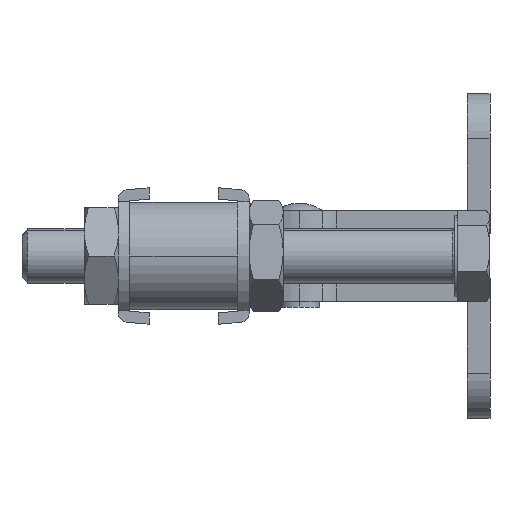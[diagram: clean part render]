
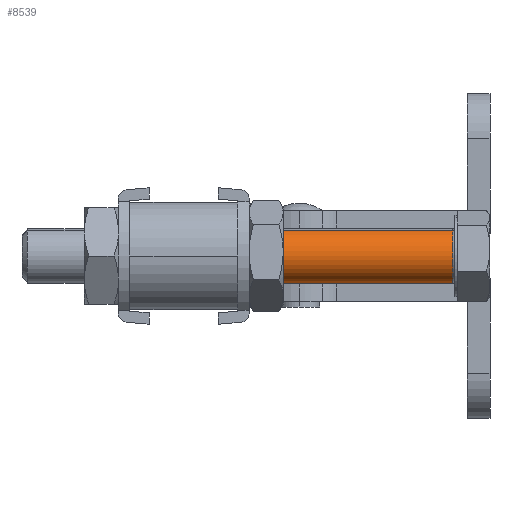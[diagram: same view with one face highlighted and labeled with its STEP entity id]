
A CAD part, left-side view. The second image highlights one B-rep face of the part: STEP entity #8539.
In plain terms, the highlighted cylindrical face has radius 4.763 mm (diameter 9.525 mm), a partial arc.
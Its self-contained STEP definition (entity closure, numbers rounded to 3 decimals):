
#640 = CARTESIAN_POINT ( 'NONE',  ( -131.623, 36.4, -8.505 ) ) ;
#813 = VERTEX_POINT ( 'NONE', #4532 ) ;
#1218 = ORIENTED_EDGE ( 'NONE', *, *, #8592, .T. ) ;
#1233 = EDGE_LOOP ( 'NONE', ( #4420, #6561, #1218, #5247 ) ) ;
#1347 = DIRECTION ( 'NONE',  ( 0., -1., 0. ) ) ;
#2238 = AXIS2_PLACEMENT_3D ( 'NONE', #9781, #4715, #10647 ) ;
#2346 = DIRECTION ( 'NONE',  ( 0., -1., 0. ) ) ;
#2416 = CARTESIAN_POINT ( 'NONE',  ( -134.716, 36.4, 0.505 ) ) ;
#2558 = VECTOR ( 'NONE', #2346, 1000. ) ;
#3031 = CARTESIAN_POINT ( 'NONE',  ( -133.17, 6.553, -4. ) ) ;
#3292 = CIRCLE ( 'NONE', #2238, 4.763 ) ;
#3408 = EDGE_CURVE ( 'NONE', #6419, #813, #10963, .T. ) ;
#3856 = EDGE_CURVE ( 'NONE', #4588, #8265, #3292, .T. ) ;
#3873 = DIRECTION ( 'NONE',  ( -0.325, 0., 0.946 ) ) ;
#3999 = LINE ( 'NONE', #10638, #6006 ) ;
#4019 = AXIS2_PLACEMENT_3D ( 'NONE', #3031, #8944, #3873 ) ;
#4420 = ORIENTED_EDGE ( 'NONE', *, *, #5647, .F. ) ;
#4532 = CARTESIAN_POINT ( 'NONE',  ( -134.716, 6.553, 0.505 ) ) ;
#4588 = VERTEX_POINT ( 'NONE', #640 ) ;
#4708 = DIRECTION ( 'NONE',  ( 0.325, 0., -0.946 ) ) ;
#4715 = DIRECTION ( 'NONE',  ( 0., 1., 0. ) ) ;
#5094 = CARTESIAN_POINT ( 'NONE',  ( -131.623, 6.553, -8.505 ) ) ;
#5247 = ORIENTED_EDGE ( 'NONE', *, *, #3408, .T. ) ;
#5647 = EDGE_CURVE ( 'NONE', #8265, #813, #7080, .T. ) ;
#6006 = VECTOR ( 'NONE', #1347, 1000. ) ;
#6371 = CARTESIAN_POINT ( 'NONE',  ( -133.17, 0., -4. ) ) ;
#6400 = DIRECTION ( 'NONE',  ( 0., -1., 0. ) ) ;
#6419 = VERTEX_POINT ( 'NONE', #5094 ) ;
#6561 = ORIENTED_EDGE ( 'NONE', *, *, #3856, .F. ) ;
#7080 = LINE ( 'NONE', #9926, #2558 ) ;
#8087 = AXIS2_PLACEMENT_3D ( 'NONE', #6371, #6400, #4708 ) ;
#8242 = CYLINDRICAL_SURFACE ( 'NONE', #8087, 4.762 ) ;
#8265 = VERTEX_POINT ( 'NONE', #2416 ) ;
#8539 = ADVANCED_FACE ( 'NONE', ( #9290 ), #8242, .T. ) ;
#8592 = EDGE_CURVE ( 'NONE', #4588, #6419, #3999, .T. ) ;
#8944 = DIRECTION ( 'NONE',  ( 0., 1., 0. ) ) ;
#9290 = FACE_OUTER_BOUND ( 'NONE', #1233, .T. ) ;
#9781 = CARTESIAN_POINT ( 'NONE',  ( -133.169, 36.4, -4. ) ) ;
#9926 = CARTESIAN_POINT ( 'NONE',  ( -134.716, 0., 0.505 ) ) ;
#10638 = CARTESIAN_POINT ( 'NONE',  ( -131.623, 0., -8.505 ) ) ;
#10647 = DIRECTION ( 'NONE',  ( -1., 0., 0. ) ) ;
#10963 = CIRCLE ( 'NONE', #4019, 4.762 ) ;
